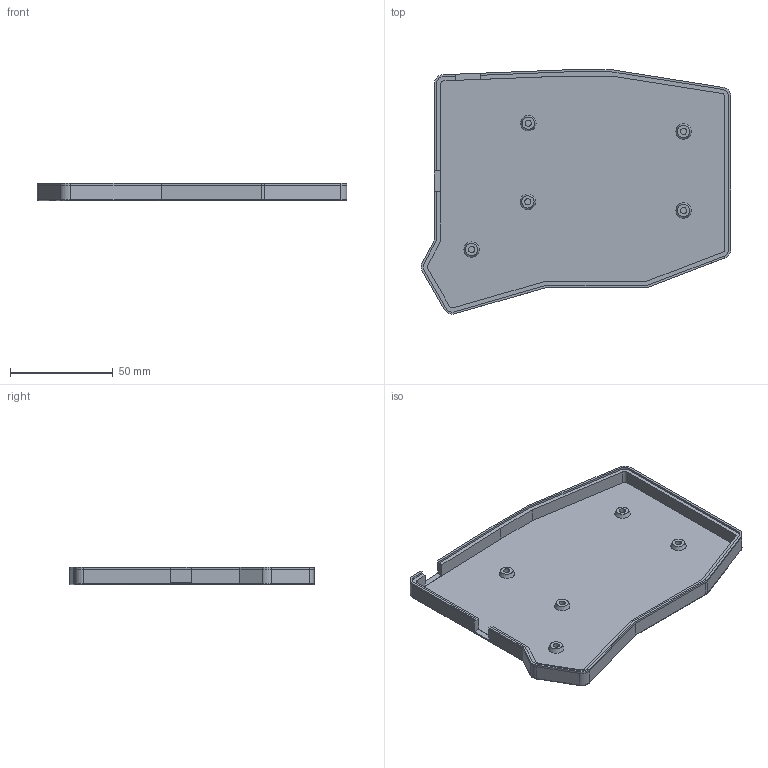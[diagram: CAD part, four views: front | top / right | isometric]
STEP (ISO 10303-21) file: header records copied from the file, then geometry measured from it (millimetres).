
FILE_DESCRIPTION(('FreeCAD Model'),'2;1');
FILE_NAME('Open CASCADE Shape Model','2023-12-27T20:21:08',(''),(''), 'Open CASCADE STEP processor 7.6','FreeCAD','Unknown');
FILE_SCHEMA(('AUTOMOTIVE_DESIGN { 1 0 10303 214 1 1 1 1 }'));
Length unit declared in the file: millimetre
Products named in the file (2): Case; Body
Assembly tree (1 placements, depth 2):
  Case
    Body
Bounding box: 150.63 x 118.82 x 8.5 mm (x, y, z)
Volume: 24642.9 mm3; surface area: 37706.2 mm2
Topology: 1 solids, 1 shells, 124 faces, 291 edges, 179 vertices
Faces by surface type: plane 70, cylinder 43, torus 6, cone 5
Full cylindrical faces by diameter (mm): 3 x5, 6 x5
Entity records: 7378 total; most frequent: CARTESIAN_POINT 1275, DIRECTION 1195, LINE 725, VECTOR 725, ORIENTED_EDGE 582, PCURVE 582, DEFINITIONAL_REPRESENTATION 582, EDGE_CURVE 291
